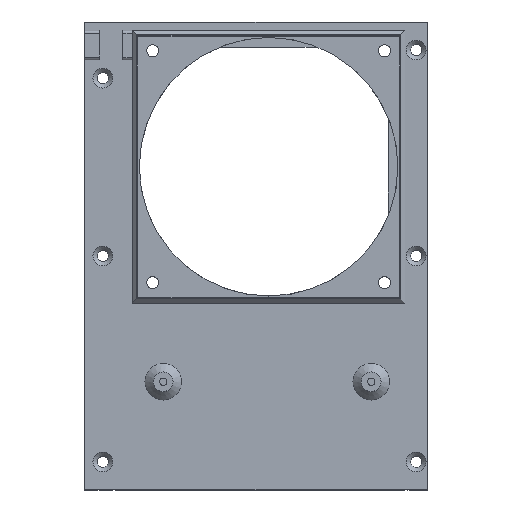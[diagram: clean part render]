
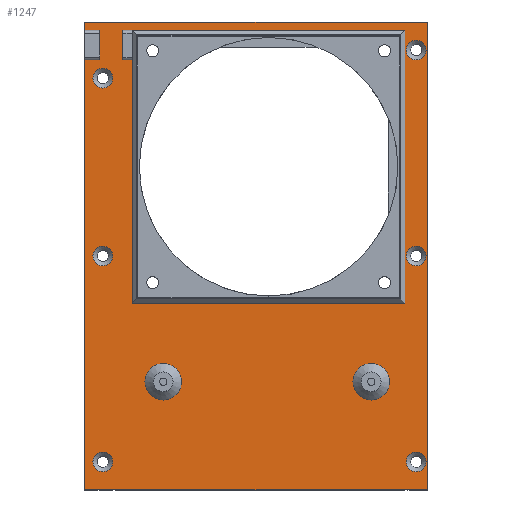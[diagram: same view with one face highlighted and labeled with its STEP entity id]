
A CAD part, top view. The second image highlights one B-rep face of the part: STEP entity #1247.
In plain terms, the highlighted planar face has unit normal (0, 0, 1).
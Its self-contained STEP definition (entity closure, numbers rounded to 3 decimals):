
#36=FACE_BOUND('',#183,.T.);
#37=FACE_BOUND('',#184,.T.);
#38=FACE_BOUND('',#185,.T.);
#39=FACE_BOUND('',#186,.T.);
#40=FACE_BOUND('',#187,.T.);
#41=FACE_BOUND('',#188,.T.);
#42=FACE_BOUND('',#189,.T.);
#43=FACE_BOUND('',#190,.T.);
#44=FACE_BOUND('',#191,.T.);
#67=PLANE('',#1335);
#110=FACE_OUTER_BOUND('',#182,.T.);
#182=EDGE_LOOP('',(#883,#884,#885,#886,#887,#888,#889,#890));
#183=EDGE_LOOP('',(#891));
#184=EDGE_LOOP('',(#892));
#185=EDGE_LOOP('',(#893));
#186=EDGE_LOOP('',(#894));
#187=EDGE_LOOP('',(#895,#896,#897,#898,#899,#900));
#188=EDGE_LOOP('',(#901));
#189=EDGE_LOOP('',(#902));
#190=EDGE_LOOP('',(#903));
#191=EDGE_LOOP('',(#904));
#285=LINE('',#1851,#408);
#286=LINE('',#1853,#409);
#287=LINE('',#1855,#410);
#288=LINE('',#1857,#411);
#289=LINE('',#1859,#412);
#290=LINE('',#1861,#413);
#291=LINE('',#1863,#414);
#292=LINE('',#1864,#415);
#293=LINE('',#1875,#416);
#294=LINE('',#1877,#417);
#295=LINE('',#1879,#418);
#296=LINE('',#1881,#419);
#297=LINE('',#1883,#420);
#298=LINE('',#1884,#421);
#408=VECTOR('',#1471,10.);
#409=VECTOR('',#1472,10.);
#410=VECTOR('',#1473,10.);
#411=VECTOR('',#1474,10.);
#412=VECTOR('',#1475,10.);
#413=VECTOR('',#1476,10.);
#414=VECTOR('',#1477,10.);
#415=VECTOR('',#1478,10.);
#416=VECTOR('',#1487,10.);
#417=VECTOR('',#1488,10.);
#418=VECTOR('',#1489,10.);
#419=VECTOR('',#1490,10.);
#420=VECTOR('',#1491,10.);
#421=VECTOR('',#1492,10.);
#530=CIRCLE('',#1333,3.5);
#532=CIRCLE('',#1336,3.5);
#533=CIRCLE('',#1337,3.5);
#534=CIRCLE('',#1338,3.5);
#535=CIRCLE('',#1339,6.5);
#536=CIRCLE('',#1340,6.5);
#537=CIRCLE('',#1341,3.5);
#538=CIRCLE('',#1342,3.5);
#586=VERTEX_POINT('',#1843);
#588=VERTEX_POINT('',#1849);
#589=VERTEX_POINT('',#1850);
#590=VERTEX_POINT('',#1852);
#591=VERTEX_POINT('',#1854);
#592=VERTEX_POINT('',#1856);
#593=VERTEX_POINT('',#1858);
#594=VERTEX_POINT('',#1860);
#595=VERTEX_POINT('',#1862);
#596=VERTEX_POINT('',#1865);
#597=VERTEX_POINT('',#1867);
#598=VERTEX_POINT('',#1869);
#599=VERTEX_POINT('',#1871);
#600=VERTEX_POINT('',#1873);
#601=VERTEX_POINT('',#1874);
#602=VERTEX_POINT('',#1876);
#603=VERTEX_POINT('',#1878);
#604=VERTEX_POINT('',#1880);
#605=VERTEX_POINT('',#1882);
#606=VERTEX_POINT('',#1885);
#607=VERTEX_POINT('',#1887);
#608=VERTEX_POINT('',#1889);
#700=EDGE_CURVE('',#586,#586,#530,.T.);
#703=EDGE_CURVE('',#588,#589,#285,.T.);
#704=EDGE_CURVE('',#588,#590,#286,.T.);
#705=EDGE_CURVE('',#590,#591,#287,.T.);
#706=EDGE_CURVE('',#591,#592,#288,.T.);
#707=EDGE_CURVE('',#592,#593,#289,.T.);
#708=EDGE_CURVE('',#593,#594,#290,.T.);
#709=EDGE_CURVE('',#594,#595,#291,.T.);
#710=EDGE_CURVE('',#595,#589,#292,.T.);
#711=EDGE_CURVE('',#596,#596,#532,.T.);
#712=EDGE_CURVE('',#597,#597,#533,.T.);
#713=EDGE_CURVE('',#598,#598,#534,.T.);
#714=EDGE_CURVE('',#599,#599,#535,.T.);
#715=EDGE_CURVE('',#600,#601,#293,.T.);
#716=EDGE_CURVE('',#601,#602,#294,.T.);
#717=EDGE_CURVE('',#602,#603,#295,.T.);
#718=EDGE_CURVE('',#603,#604,#296,.T.);
#719=EDGE_CURVE('',#604,#605,#297,.T.);
#720=EDGE_CURVE('',#600,#605,#298,.T.);
#721=EDGE_CURVE('',#606,#606,#536,.T.);
#722=EDGE_CURVE('',#607,#607,#537,.T.);
#723=EDGE_CURVE('',#608,#608,#538,.T.);
#883=ORIENTED_EDGE('',*,*,#703,.F.);
#884=ORIENTED_EDGE('',*,*,#704,.T.);
#885=ORIENTED_EDGE('',*,*,#705,.T.);
#886=ORIENTED_EDGE('',*,*,#706,.T.);
#887=ORIENTED_EDGE('',*,*,#707,.T.);
#888=ORIENTED_EDGE('',*,*,#708,.T.);
#889=ORIENTED_EDGE('',*,*,#709,.T.);
#890=ORIENTED_EDGE('',*,*,#710,.T.);
#891=ORIENTED_EDGE('',*,*,#711,.F.);
#892=ORIENTED_EDGE('',*,*,#712,.F.);
#893=ORIENTED_EDGE('',*,*,#713,.F.);
#894=ORIENTED_EDGE('',*,*,#714,.F.);
#895=ORIENTED_EDGE('',*,*,#715,.T.);
#896=ORIENTED_EDGE('',*,*,#716,.T.);
#897=ORIENTED_EDGE('',*,*,#717,.T.);
#898=ORIENTED_EDGE('',*,*,#718,.T.);
#899=ORIENTED_EDGE('',*,*,#719,.T.);
#900=ORIENTED_EDGE('',*,*,#720,.F.);
#901=ORIENTED_EDGE('',*,*,#721,.F.);
#902=ORIENTED_EDGE('',*,*,#722,.F.);
#903=ORIENTED_EDGE('',*,*,#723,.F.);
#904=ORIENTED_EDGE('',*,*,#700,.F.);
#1247=ADVANCED_FACE('',(#110,#36,#37,#38,#39,#40,#41,#42,#43,#44),#67,.T.);
#1333=AXIS2_PLACEMENT_3D('',#1844,#1464,#1465);
#1335=AXIS2_PLACEMENT_3D('',#1848,#1469,#1470);
#1336=AXIS2_PLACEMENT_3D('',#1866,#1479,#1480);
#1337=AXIS2_PLACEMENT_3D('',#1868,#1481,#1482);
#1338=AXIS2_PLACEMENT_3D('',#1870,#1483,#1484);
#1339=AXIS2_PLACEMENT_3D('',#1872,#1485,#1486);
#1340=AXIS2_PLACEMENT_3D('',#1886,#1493,#1494);
#1341=AXIS2_PLACEMENT_3D('',#1888,#1495,#1496);
#1342=AXIS2_PLACEMENT_3D('',#1890,#1497,#1498);
#1464=DIRECTION('center_axis',(0.,0.,1.));
#1465=DIRECTION('ref_axis',(1.,0.,0.));
#1469=DIRECTION('center_axis',(0.,0.,1.));
#1470=DIRECTION('ref_axis',(1.,0.,0.));
#1471=DIRECTION('',(0.,1.,0.));
#1472=DIRECTION('',(-1.,0.,0.));
#1473=DIRECTION('',(0.,-1.,0.));
#1474=DIRECTION('',(1.,0.,0.));
#1475=DIRECTION('',(0.,1.,0.));
#1476=DIRECTION('',(-1.,0.,0.));
#1477=DIRECTION('',(0.,-1.,0.));
#1478=DIRECTION('',(1.,0.,0.));
#1479=DIRECTION('center_axis',(0.,0.,1.));
#1480=DIRECTION('ref_axis',(1.,0.,0.));
#1481=DIRECTION('center_axis',(0.,0.,1.));
#1482=DIRECTION('ref_axis',(1.,0.,0.));
#1483=DIRECTION('center_axis',(0.,0.,1.));
#1484=DIRECTION('ref_axis',(1.,0.,0.));
#1485=DIRECTION('center_axis',(0.,0.,1.));
#1486=DIRECTION('ref_axis',(1.,0.,0.));
#1487=DIRECTION('',(1.,0.,0.));
#1488=DIRECTION('',(0.,-1.,0.));
#1489=DIRECTION('',(-1.,0.,0.));
#1490=DIRECTION('',(0.,1.,0.));
#1491=DIRECTION('',(-1.,0.,0.));
#1492=DIRECTION('',(0.,-1.,0.));
#1493=DIRECTION('center_axis',(0.,0.,1.));
#1494=DIRECTION('ref_axis',(1.,0.,0.));
#1495=DIRECTION('center_axis',(0.,0.,1.));
#1496=DIRECTION('ref_axis',(1.,0.,0.));
#1497=DIRECTION('center_axis',(0.,0.,1.));
#1498=DIRECTION('ref_axis',(1.,0.,0.));
#1843=CARTESIAN_POINT('',(49.,41.5,211.));
#1844=CARTESIAN_POINT('Origin',(52.5,41.5,211.));
#1848=CARTESIAN_POINT('Origin',(-4.5,-31.75,211.));
#1849=CARTESIAN_POINT('',(-60.1,38.,211.));
#1850=CARTESIAN_POINT('',(-60.1,48.5,211.));
#1851=CARTESIAN_POINT('',(-60.1,38.,211.));
#1852=CARTESIAN_POINT('',(-65.5,38.,211.));
#1853=CARTESIAN_POINT('',(-26.5,38.,211.));
#1854=CARTESIAN_POINT('',(-65.5,-115.,211.));
#1855=CARTESIAN_POINT('',(-65.5,-115.,211.));
#1856=CARTESIAN_POINT('',(56.5,-115.,211.));
#1857=CARTESIAN_POINT('',(51.5,-115.,211.));
#1858=CARTESIAN_POINT('',(56.5,51.5,211.));
#1859=CARTESIAN_POINT('',(56.5,51.5,211.));
#1860=CARTESIAN_POINT('',(-65.5,51.5,211.));
#1861=CARTESIAN_POINT('',(51.5,51.5,211.));
#1862=CARTESIAN_POINT('',(-65.5,48.5,211.));
#1863=CARTESIAN_POINT('',(-65.5,-115.,211.));
#1864=CARTESIAN_POINT('',(22.,48.5,211.));
#1865=CARTESIAN_POINT('',(49.,-31.75,211.));
#1866=CARTESIAN_POINT('Origin',(52.5,-31.75,211.));
#1867=CARTESIAN_POINT('',(-62.5,-105.,211.));
#1868=CARTESIAN_POINT('Origin',(-59.,-105.,211.));
#1869=CARTESIAN_POINT('',(-62.5,31.5,211.));
#1870=CARTESIAN_POINT('Origin',(-59.,31.5,211.));
#1871=CARTESIAN_POINT('',(-44.,-76.5,211.));
#1872=CARTESIAN_POINT('Origin',(-37.5,-76.5,211.));
#1873=CARTESIAN_POINT('',(-51.9,48.5,211.));
#1874=CARTESIAN_POINT('',(48.5,48.5,211.));
#1875=CARTESIAN_POINT('',(22.,48.5,211.));
#1876=CARTESIAN_POINT('',(48.5,-48.5,211.));
#1877=CARTESIAN_POINT('',(48.5,-40.125,211.));
#1878=CARTESIAN_POINT('',(-48.5,-48.5,211.));
#1879=CARTESIAN_POINT('',(-26.5,-48.5,211.));
#1880=CARTESIAN_POINT('',(-48.5,38.,211.));
#1881=CARTESIAN_POINT('',(-48.5,8.375,211.));
#1882=CARTESIAN_POINT('',(-51.9,38.,211.));
#1883=CARTESIAN_POINT('',(-26.5,38.,211.));
#1884=CARTESIAN_POINT('',(-51.9,48.5,211.));
#1885=CARTESIAN_POINT('',(30.,-76.5,211.));
#1886=CARTESIAN_POINT('Origin',(36.5,-76.5,211.));
#1887=CARTESIAN_POINT('',(-62.5,-31.75,211.));
#1888=CARTESIAN_POINT('Origin',(-59.,-31.75,211.));
#1889=CARTESIAN_POINT('',(49.,-105.,211.));
#1890=CARTESIAN_POINT('Origin',(52.5,-105.,211.));
